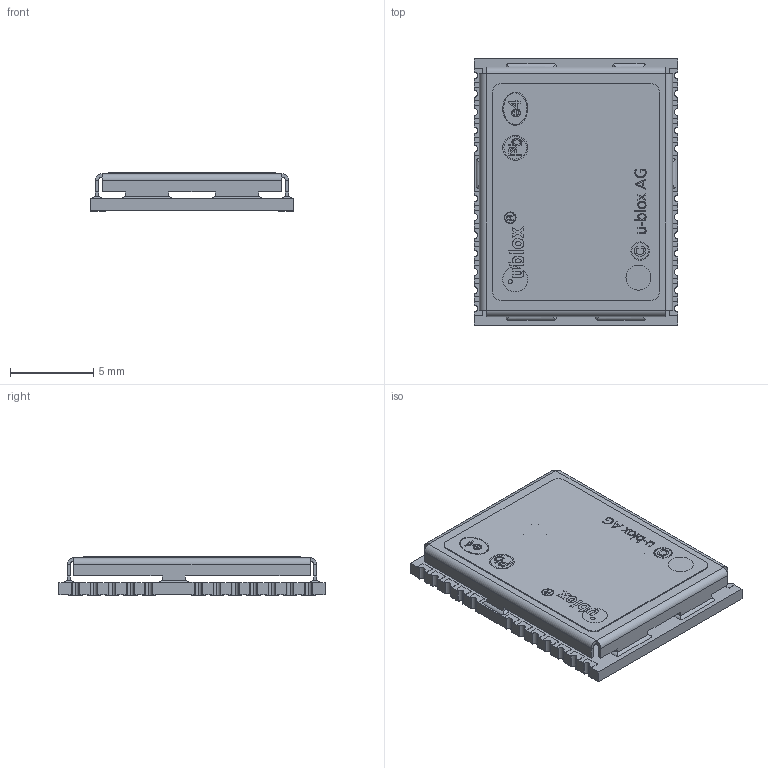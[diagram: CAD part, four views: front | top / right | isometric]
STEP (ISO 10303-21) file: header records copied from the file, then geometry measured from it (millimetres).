
FILE_DESCRIPTION(('FreeCAD Model'),'2;1');
FILE_NAME( 'ublox_NEO.step', '2020-03-16T17:12:44',('Author'),(''), 'Open CASCADE STEP processor 7.3','FreeCAD','Unknown');
FILE_SCHEMA(('AUTOMOTIVE_DESIGN { 1 0 10303 214 1 1 1 1 }'));
Length unit declared in the file: millimetre
Products named in the file (1): Fusion
Bounding box: 12.2 x 16 x 2.33 mm (x, y, z)
Volume: 192.9 mm3; surface area: 883.4 mm2
Topology: 1 solids, 1 shells, 776 faces, 2149 edges, 1414 vertices
Faces by surface type: plane 527, bspline 156, cylinder 93
Entity records: 33882 total; most frequent: CARTESIAN_POINT 9764, ORIENTED_EDGE 4298, DIRECTION 3145, EDGE_CURVE 2149, LINE 1627, VECTOR 1627, VERTEX_POINT 1414, FACE_BOUND 825
